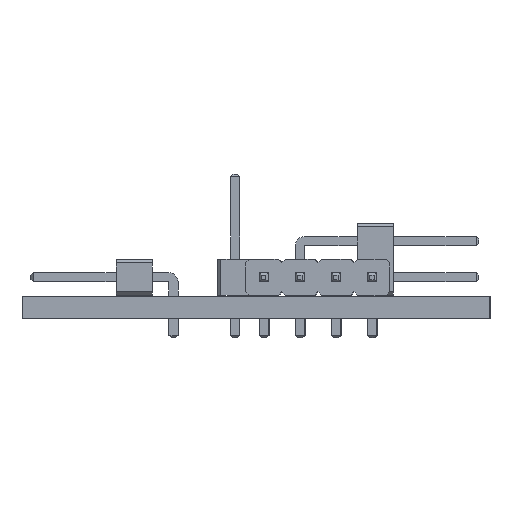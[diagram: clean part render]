
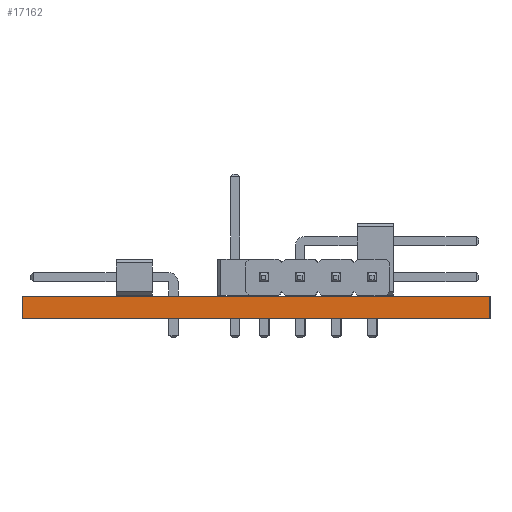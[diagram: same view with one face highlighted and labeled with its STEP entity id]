
A CAD part, left-side view. The second image highlights one B-rep face of the part: STEP entity #17162.
In plain terms, the highlighted planar face has unit normal (-1, 0, 0).
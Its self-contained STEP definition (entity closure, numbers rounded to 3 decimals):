
#17106 = VERTEX_POINT('',#17107);
#17107 = CARTESIAN_POINT('',(173.13,-75.18,1.6));
#17113 = EDGE_CURVE('',#17114,#17106,#17116,.T.);
#17114 = VERTEX_POINT('',#17115);
#17115 = CARTESIAN_POINT('',(173.13,-75.18,0.));
#17116 = LINE('',#17117,#17118);
#17117 = CARTESIAN_POINT('',(173.13,-75.18,0.));
#17118 = VECTOR('',#17119,1.);
#17119 = DIRECTION('',(0.,0.,1.));
#17162 = ADVANCED_FACE('',(#17163),#17188,.T.);
#17163 = FACE_BOUND('',#17164,.T.);
#17164 = EDGE_LOOP('',(#17165,#17166,#17174,#17182));
#17165 = ORIENTED_EDGE('',*,*,#17113,.T.);
#17166 = ORIENTED_EDGE('',*,*,#17167,.T.);
#17167 = EDGE_CURVE('',#17106,#17168,#17170,.T.);
#17168 = VERTEX_POINT('',#17169);
#17169 = CARTESIAN_POINT('',(173.13,-42.24,1.6));
#17170 = LINE('',#17171,#17172);
#17171 = CARTESIAN_POINT('',(173.13,-75.18,1.6));
#17172 = VECTOR('',#17173,1.);
#17173 = DIRECTION('',(0.,1.,0.));
#17174 = ORIENTED_EDGE('',*,*,#17175,.F.);
#17175 = EDGE_CURVE('',#17176,#17168,#17178,.T.);
#17176 = VERTEX_POINT('',#17177);
#17177 = CARTESIAN_POINT('',(173.13,-42.24,0.));
#17178 = LINE('',#17179,#17180);
#17179 = CARTESIAN_POINT('',(173.13,-42.24,0.));
#17180 = VECTOR('',#17181,1.);
#17181 = DIRECTION('',(0.,0.,1.));
#17182 = ORIENTED_EDGE('',*,*,#17183,.F.);
#17183 = EDGE_CURVE('',#17114,#17176,#17184,.T.);
#17184 = LINE('',#17185,#17186);
#17185 = CARTESIAN_POINT('',(173.13,-75.18,0.));
#17186 = VECTOR('',#17187,1.);
#17187 = DIRECTION('',(0.,1.,0.));
#17188 = PLANE('',#17189);
#17189 = AXIS2_PLACEMENT_3D('',#17190,#17191,#17192);
#17190 = CARTESIAN_POINT('',(173.13,-75.18,0.));
#17191 = DIRECTION('',(-1.,0.,0.));
#17192 = DIRECTION('',(0.,1.,0.));
